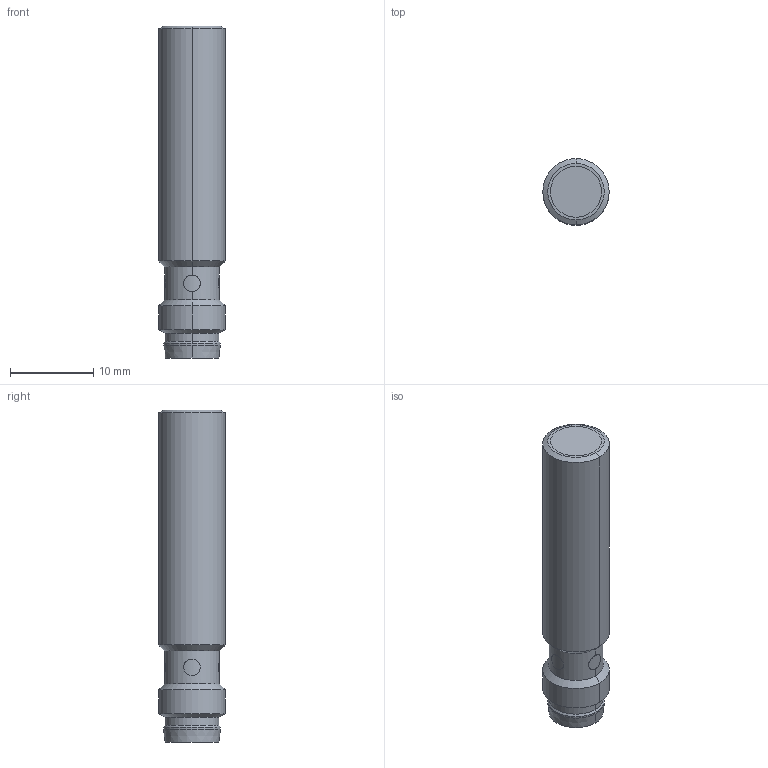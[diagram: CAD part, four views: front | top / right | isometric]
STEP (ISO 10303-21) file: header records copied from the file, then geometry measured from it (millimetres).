
FILE_DESCRIPTION((''),'2;1');
FILE_NAME('M8_SHORT_FLUSH_PLUG_ASM','2018-05-23T',('Eric.Zhang'),(''),'PRO/ENGINEER BY PARAMETRIC TECHNOLOGY CORPORATION, 2007450','PRO/ENGINEER BY PARAMETRIC TECHNOLOGY CORPORATION, 2007450','');
FILE_SCHEMA(('AUTOMOTIVE_DESIGN_CC2 { 1 2 10303 214 -1 1 5 2 }'));
Length unit declared in the file: millimetre
Products named in the file (11): 84-017; 93-091; 28-503; 93-095; FERRITE_PIN; M8_SHORT_PLUG_FLUSH_PCB; 93-096; 84-018; CONNECOTR_M8_ASM; COMPOUND_SFP; M8_SHORT_FLUSH_PLUG_ASM
Assembly tree (13 placements, depth 3):
  M8_SHORT_FLUSH_PLUG_ASM
    84-017
    93-091
    28-503
    93-095
    FERRITE_PIN  x2
    M8_SHORT_PLUG_FLUSH_PCB
    CONNECOTR_M8_ASM
      93-096
      84-018  x3
    COMPOUND_SFP
Bounding box: 8 x 8 x 40 mm (x, y, z)
Volume: 1753.6 mm3; surface area: 4061.6 mm2
Topology: 16 solids, 16 shells, 348 faces, 884 edges, 575 vertices
Faces by surface type: plane 152, cylinder 144, bspline 24, cone 22, sphere 6
Entity records: 12258 total; most frequent: CARTESIAN_POINT 2817, DIRECTION 1724, ORIENTED_EDGE 1616, EDGE_CURVE 808, AXIS2_PLACEMENT_3D 642, VERTEX_POINT 529, VECTOR 440, LINE 440
